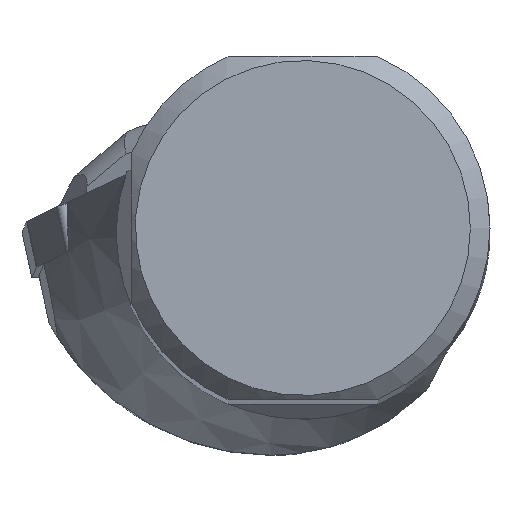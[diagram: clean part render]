
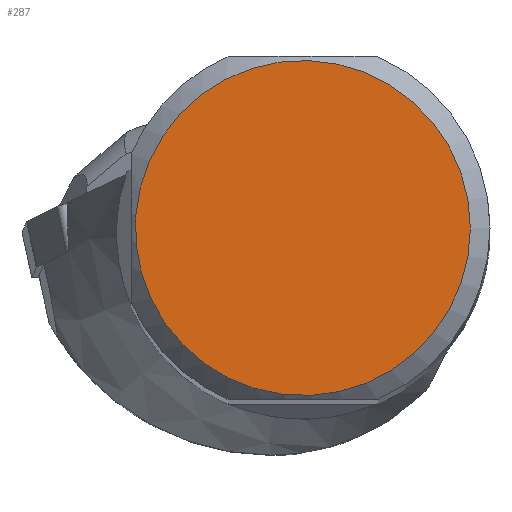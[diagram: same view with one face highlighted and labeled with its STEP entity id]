
A CAD part, top view. The second image highlights one B-rep face of the part: STEP entity #287.
In plain terms, the highlighted planar face has unit normal (0, 0, 1).
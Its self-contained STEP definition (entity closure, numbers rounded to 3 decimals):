
#202=FACE_OUTER_BOUND('',#437,.T.);
#287=ADVANCED_FACE('CU_SU_BP3',(#202),#350,.T.);
#350=PLANE('',#1835);
#437=EDGE_LOOP('',(#745));
#520=CIRCLE('',#1833,17.039);
#745=ORIENTED_EDGE('',*,*,#1295,.T.);
#1100=VERTEX_POINT('',#2815);
#1295=EDGE_CURVE('',#1100,#1100,#520,.T.);
#1833=AXIS2_PLACEMENT_3D('',#2814,#2177,#2178);
#1835=AXIS2_PLACEMENT_3D('',#2817,#2181,#2182);
#2177=DIRECTION('',(0.,0.,1.));
#2178=DIRECTION('',(1.,0.,0.));
#2181=DIRECTION('',(0.,0.,1.));
#2182=DIRECTION('',(1.,0.,0.));
#2814=CARTESIAN_POINT('',(0.,0.,0.));
#2815=CARTESIAN_POINT('',(17.039,0.,0.));
#2817=CARTESIAN_POINT('',(0.,0.,0.));
